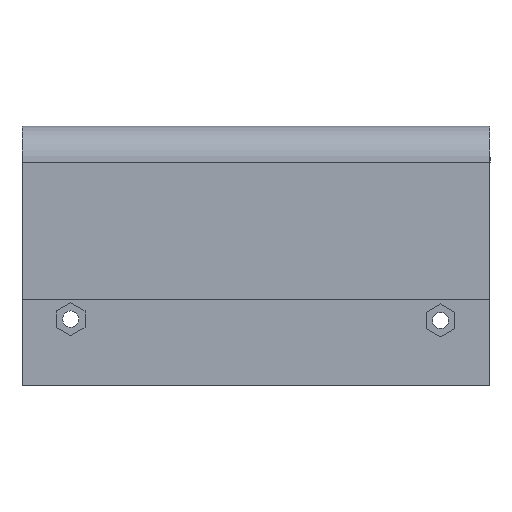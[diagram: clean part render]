
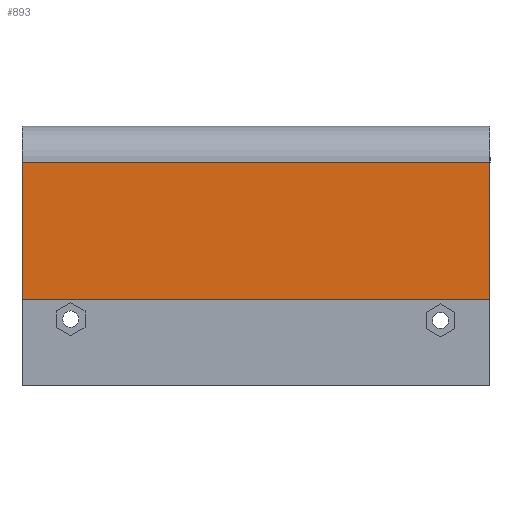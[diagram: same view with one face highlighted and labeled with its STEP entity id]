
A CAD part, front view. The second image highlights one B-rep face of the part: STEP entity #893.
In plain terms, the highlighted planar face has unit normal (0, -1, 0).
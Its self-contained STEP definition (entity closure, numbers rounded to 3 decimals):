
#111=FACE_OUTER_BOUND('',#168,.T.);
#168=EDGE_LOOP('',(#688,#689,#690,#691));
#233=LINE('',#1415,#326);
#236=LINE('',#1421,#329);
#237=LINE('',#1423,#330);
#238=LINE('',#1424,#331);
#326=VECTOR('',#1160,10.);
#329=VECTOR('',#1165,10.);
#330=VECTOR('',#1166,10.);
#331=VECTOR('',#1167,10.);
#419=VERTEX_POINT('',#1411);
#421=VERTEX_POINT('',#1414);
#423=VERTEX_POINT('',#1420);
#424=VERTEX_POINT('',#1422);
#517=EDGE_CURVE('',#421,#419,#233,.T.);
#520=EDGE_CURVE('',#419,#423,#236,.T.);
#521=EDGE_CURVE('',#424,#423,#237,.T.);
#522=EDGE_CURVE('',#424,#421,#238,.T.);
#688=ORIENTED_EDGE('',*,*,#517,.T.);
#689=ORIENTED_EDGE('',*,*,#520,.T.);
#690=ORIENTED_EDGE('',*,*,#521,.F.);
#691=ORIENTED_EDGE('',*,*,#522,.T.);
#848=PLANE('',#1000);
#893=ADVANCED_FACE('',(#111),#848,.T.);
#1000=AXIS2_PLACEMENT_3D('',#1419,#1163,#1164);
#1160=DIRECTION('',(1.,0.,0.));
#1163=DIRECTION('center_axis',(0.,-1.,0.));
#1164=DIRECTION('ref_axis',(0.,0.,-1.));
#1165=DIRECTION('',(0.,0.,1.));
#1166=DIRECTION('',(1.,0.,0.));
#1167=DIRECTION('',(0.,0.,-1.));
#1411=CARTESIAN_POINT('',(46.17,-32.7,-21.265));
#1414=CARTESIAN_POINT('',(-43.83,-32.7,-21.265));
#1415=CARTESIAN_POINT('',(1.1,-32.7,-21.265));
#1419=CARTESIAN_POINT('Origin',(1.1,-32.7,6.438));
#1420=CARTESIAN_POINT('',(46.17,-32.7,5.141));
#1421=CARTESIAN_POINT('',(46.17,-32.7,3.586));
#1422=CARTESIAN_POINT('',(-43.83,-32.7,5.141));
#1423=CARTESIAN_POINT('',(29.267,-32.7,5.141));
#1424=CARTESIAN_POINT('',(-43.83,-32.7,-5.711));
